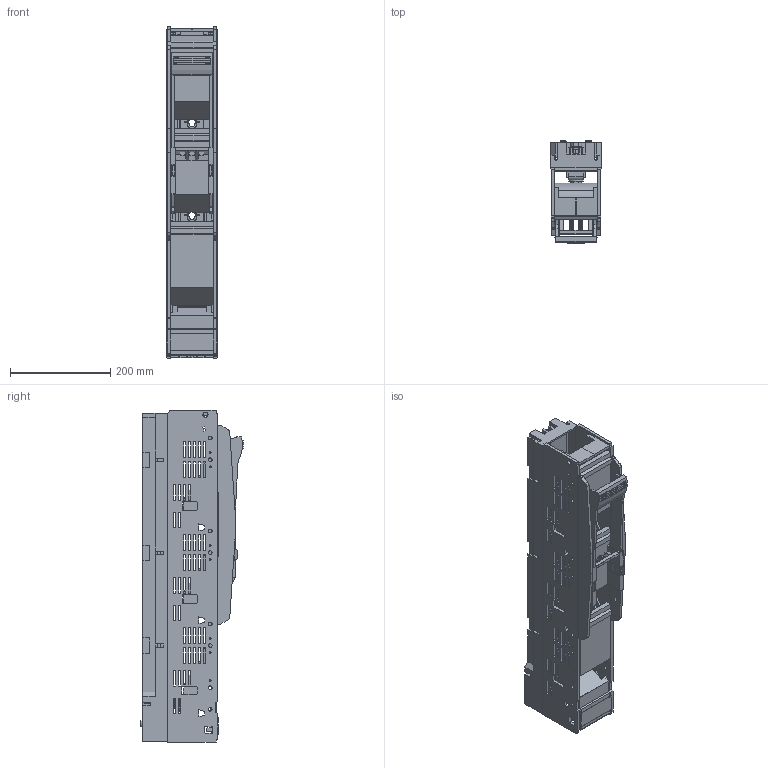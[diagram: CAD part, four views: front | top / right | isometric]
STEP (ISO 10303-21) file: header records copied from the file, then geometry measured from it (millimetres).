
FILE_DESCRIPTION(('CATIA V5 STEP'),'2;1');
FILE_NAME('L0602_NH-Wandlerlastschaltleiste_SL3_3x3_3A_W.stp','2018-09-12T10:57:34+00:00',('none'),('Jean Müller GmbH'),'CATIA Version 5 Release 19 SP 9 (IN-10)','CATIA V5 STEP AP214','none');
FILE_SCHEMA(('AUTOMOTIVE_DESIGN { 1 0 10303 214 1 1 1 1 }'));
Products named in the file (1): L0602_NH-Wandlerlastschaltleiste SL3-3x3/3A/W
Bounding box: 100 x 205.19 x 661 mm (x, y, z)
Volume: 2457973.2 mm3; surface area: 1099377.4 mm2
Topology: 11 solids, 14 shells, 2762 faces, 7391 edges, 4657 vertices
Faces by surface type: plane 2328, cylinder 276, bspline 108, cone 50
Entity records: 85613 total; most frequent: CARTESIAN_POINT 20792, ORIENTED_EDGE 14794, DIRECTION 10658, EDGE_CURVE 7391, VECTOR 6029, LINE 6029, VERTEX_POINT 4657, EDGE_LOOP 3156
